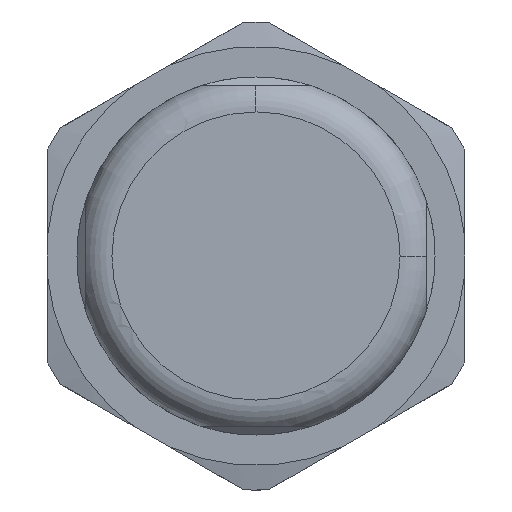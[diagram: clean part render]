
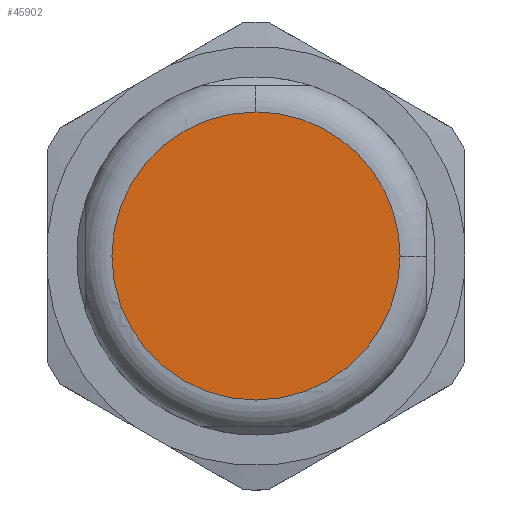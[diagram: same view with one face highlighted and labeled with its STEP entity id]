
A CAD part, front view. The second image highlights one B-rep face of the part: STEP entity #45902.
In plain terms, the highlighted planar face has unit normal (0, -1, 0).
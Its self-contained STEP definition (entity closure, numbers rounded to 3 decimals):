
#19849=CARTESIAN_POINT('',(0.,-38.55,0.));
#19850=DIRECTION('',(0.,-1.,0.));
#19851=DIRECTION('',(0.,0.,1.));
#19852=AXIS2_PLACEMENT_3D('',#19849,#19850,#19851);
#19935=CARTESIAN_POINT('',(0.,-38.55,0.));
#19936=DIRECTION('',(0.,-1.,0.));
#19937=DIRECTION('',(1.,0.,-0.005));
#19938=AXIS2_PLACEMENT_3D('',#19935,#19936,#19937);
#20410=CARTESIAN_POINT('',(0.,-38.55,8.25));
#20411=VERTEX_POINT('',#20410);
#20412=CARTESIAN_POINT('',(8.25,-38.55,
-0.044));
#20413=VERTEX_POINT('',#20412);
#45892=CARTESIAN_POINT('',(0.,-38.55,0.));
#45893=DIRECTION('',(0.,-1.,0.));
#45894=DIRECTION('',(-1.,0.,0.));
#45895=AXIS2_PLACEMENT_3D('',#45892,#45893,#45894);
#45896=PLANE('',#45895);
#45897=ORIENTED_EDGE('',*,*,#45871,.F.);
#45899=ORIENTED_EDGE('',*,*,#45898,.F.);
#45900=EDGE_LOOP('',(#45897,#45899));
#45901=FACE_OUTER_BOUND('',#45900,.F.);
#45902=ADVANCED_FACE('',(#45901),#45896,.T.);
#19853=CIRCLE('',#19852,8.25);
#19939=CIRCLE('',#19938,8.25);
#45871=EDGE_CURVE('',#20411,#20413,#19853,.T.);
#45898=EDGE_CURVE('',#20413,#20411,#19939,.T.);
